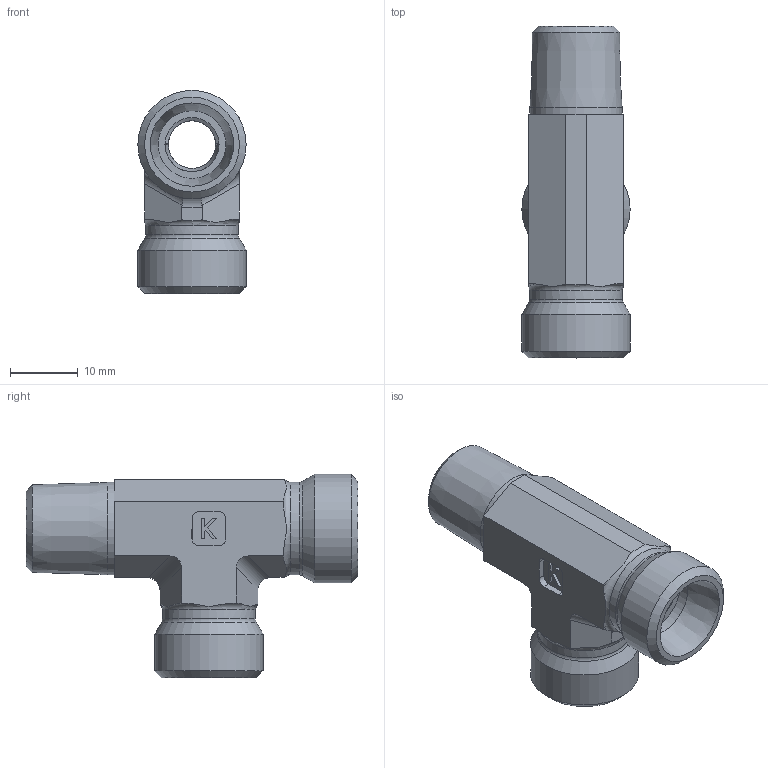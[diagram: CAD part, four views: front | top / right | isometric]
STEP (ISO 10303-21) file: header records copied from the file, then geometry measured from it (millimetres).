
FILE_DESCRIPTION((''),'2;1');
FILE_NAME('2512102816.stp','2014-10-08T11:51:48',(''),('KNOMI spol. s r. o.'),'Autodesk Inventor 2012','Autodesk Inventor 2012','');
FILE_SCHEMA(('AUTOMOTIVE_DESIGN { 1 2 10303 214 0 1 1 1 }'));
Length unit declared in the file: millimetre
Products named in the file (1): TBCR2 10LRkuž R1/4/M16
Bounding box: 16 x 49 x 30 mm (x, y, z)
Volume: 7064.7 mm3; surface area: 4892.2 mm2
Topology: 1 solids, 1 shells, 85 faces, 223 edges, 144 vertices
Faces by surface type: plane 49, cylinder 20, cone 12, torus 4
Full cylindrical faces by diameter (mm): 7 x1, 8 x2, 10 x2, 13.626 x1, 13.7 x2, 16 x2
Entity records: 2574 total; most frequent: CARTESIAN_POINT 575, DIRECTION 406, ORIENTED_EDGE 384, EDGE_CURVE 192, AXIS2_PLACEMENT_3D 149, VERTEX_POINT 136, EDGE_LOOP 116, VECTOR 108
